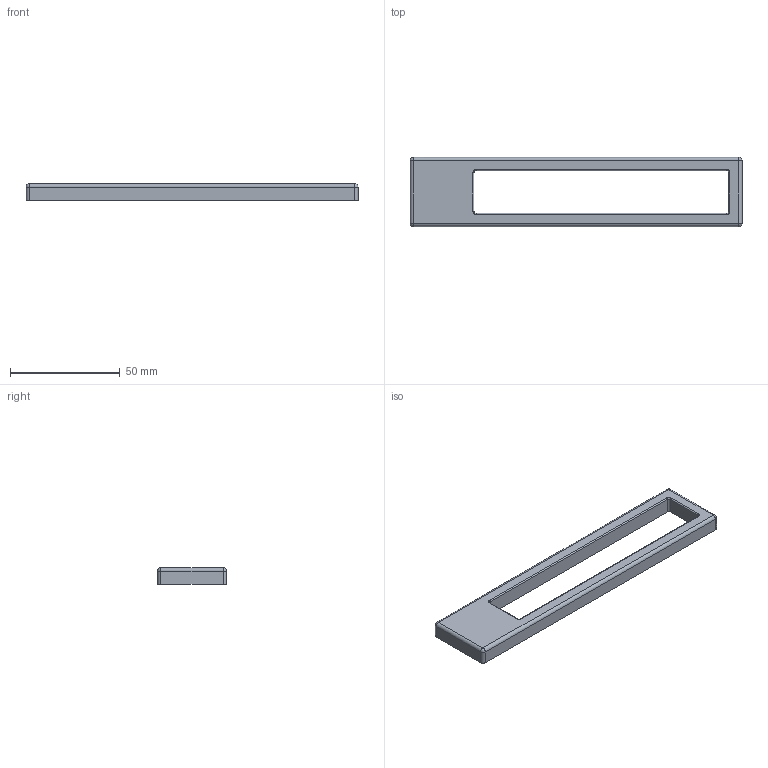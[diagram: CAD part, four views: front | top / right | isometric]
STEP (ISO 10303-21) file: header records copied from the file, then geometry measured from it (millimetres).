
FILE_DESCRIPTION(/* description */ (''),/* implementation_level */ '2;1');
FILE_NAME(/* name */ 'top.step',/* time_stamp */ '2022-10-12T22:37:25+10:30',/* author */ (''),/* organization */ (''),/* preprocessor_version */ 'ST-DEVELOPER v19',/* originating_system */ 'Autodesk Translation Framework v11.7.0.108',/* authorisation */ '');
FILE_SCHEMA (('AUTOMOTIVE_DESIGN { 1 0 10303 214 3 1 1 }'));
Length unit declared in the file: millimetre
Products named in the file (1): FusionComponent
Bounding box: 151.5 x 31.55 x 7.5 mm (x, y, z)
Volume: 18487.3 mm3; surface area: 9651.1 mm2
Topology: 1 solids, 1 shells, 42 faces, 91 edges, 52 vertices
Faces by surface type: cylinder 17, plane 14, bspline 6, torus 4, sphere 1
Full cylindrical faces by diameter (mm): 3 x4
Entity records: 1551 total; most frequent: CARTESIAN_POINT 620, DIRECTION 192, ORIENTED_EDGE 176, EDGE_CURVE 88, AXIS2_PLACEMENT_3D 74, VERTEX_POINT 52, EDGE_LOOP 48, LINE 44
